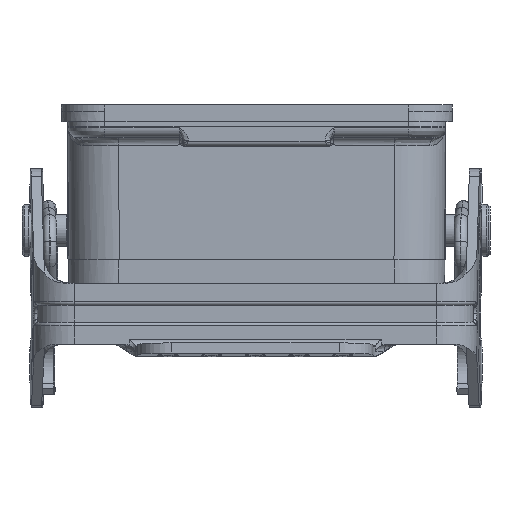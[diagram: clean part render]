
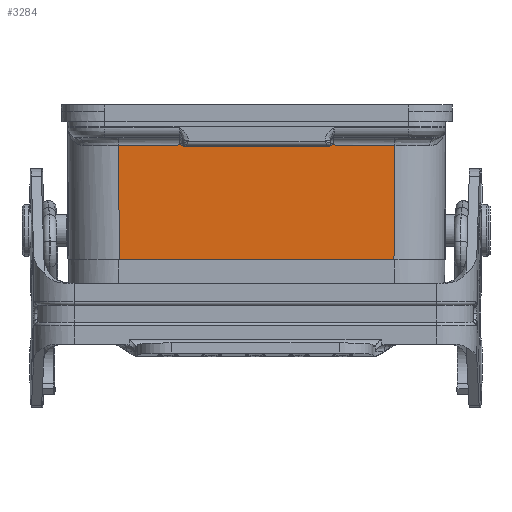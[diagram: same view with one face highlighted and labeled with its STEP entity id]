
A CAD part, left-side view. The second image highlights one B-rep face of the part: STEP entity #3284.
In plain terms, the highlighted planar face has unit normal (-1, 0, -0.018).
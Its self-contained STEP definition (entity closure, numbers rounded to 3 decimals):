
#1856=PLANE('',#26755);
#2532=B_SPLINE_CURVE_WITH_KNOTS('',3,(#37449,#37450,#37451,#37452,#37453,
#37454,#37455,#37456,#37457,#37458,#37459,#37460,#37461,#37462,#37463,#37464,
#37465,#37466,#37467),.UNSPECIFIED.,.F.,.F.,(4,3,3,3,3,3,4),(0.,0.229,
0.305,0.368,0.591,0.879,
1.),.UNSPECIFIED.);
#2533=B_SPLINE_CURVE_WITH_KNOTS('',3,(#37471,#37472,#37473,#37474,#37475,
#37476,#37477,#37478,#37479,#37480,#37481,#37482,#37483,#37484,#37485,#37486,
#37487,#37488,#37489,#37490,#37491,#37492),.UNSPECIFIED.,.F.,.F.,(4,3,3,
3,3,3,3,4),(0.,0.194,0.369,0.532,0.619,
0.682,0.746,1.),.UNSPECIFIED.);
#3284=ADVANCED_FACE('',(#5312),#1856,.T.);
#5312=FACE_OUTER_BOUND('',#6744,.T.);
#6744=EDGE_LOOP('',(#9204,#9205,#9206,#9207,#9208,#9209,#9210,#9211));
#9204=ORIENTED_EDGE('',*,*,#19128,.T.);
#9205=ORIENTED_EDGE('',*,*,#19129,.T.);
#9206=ORIENTED_EDGE('',*,*,#19130,.F.);
#9207=ORIENTED_EDGE('',*,*,#19131,.T.);
#9208=ORIENTED_EDGE('',*,*,#19132,.T.);
#9209=ORIENTED_EDGE('',*,*,#18957,.T.);
#9210=ORIENTED_EDGE('',*,*,#19133,.T.);
#9211=ORIENTED_EDGE('',*,*,#18994,.T.);
#16467=VERTEX_POINT('',#36810);
#16468=VERTEX_POINT('',#36812);
#16490=VERTEX_POINT('',#36981);
#16491=VERTEX_POINT('',#36983);
#16602=VERTEX_POINT('',#37448);
#16603=VERTEX_POINT('',#37468);
#16604=VERTEX_POINT('',#37470);
#16605=VERTEX_POINT('',#37493);
#18957=EDGE_CURVE('',#16468,#16467,#22680,.T.);
#18994=EDGE_CURVE('',#16491,#16490,#22694,.T.);
#19128=EDGE_CURVE('',#16490,#16602,#22757,.T.);
#19129=EDGE_CURVE('',#16602,#16603,#2532,.T.);
#19130=EDGE_CURVE('',#16604,#16603,#22758,.T.);
#19131=EDGE_CURVE('',#16604,#16605,#2533,.T.);
#19132=EDGE_CURVE('',#16605,#16468,#22759,.T.);
#19133=EDGE_CURVE('',#16467,#16491,#22760,.T.);
#22680=LINE('',#36811,#24668);
#22694=LINE('',#36982,#24682);
#22757=LINE('',#37447,#24745);
#22758=LINE('',#37469,#24746);
#22759=LINE('',#37494,#24747);
#22760=LINE('',#37495,#24748);
#24668=VECTOR('',#29358,1.);
#24682=VECTOR('',#29420,1.);
#24745=VECTOR('',#29639,1.);
#24746=VECTOR('',#29640,1.);
#24747=VECTOR('',#29641,1.);
#24748=VECTOR('',#29642,1.);
#26755=AXIS2_PLACEMENT_3D('',#37496,#29643,#29644);
#29358=DIRECTION('',(0.017,-0.009,-1.));
#29420=DIRECTION('',(-0.017,-0.009,1.));
#29639=DIRECTION('',(0.,1.,0.));
#29640=DIRECTION('',(0.,-1.,0.));
#29641=DIRECTION('',(0.,1.,0.));
#29642=DIRECTION('',(0.,-1.,0.));
#29643=DIRECTION('',(-1.,0.,-0.017));
#29644=DIRECTION('',(0.017,0.,-1.));
#36810=CARTESIAN_POINT('',(-40.981,20.323,-4.3));
#36811=CARTESIAN_POINT('',(-41.292,20.478,13.477));
#36812=CARTESIAN_POINT('',(-41.278,20.472,12.721));
#36981=CARTESIAN_POINT('',(-41.278,-20.681,12.721));
#36982=CARTESIAN_POINT('',(-41.3,-20.691,13.965));
#36983=CARTESIAN_POINT('',(-40.981,-20.532,-4.3));
#37447=CARTESIAN_POINT('',(-41.278,-11.104,12.721));
#37448=CARTESIAN_POINT('',(-41.278,-11.971,12.721));
#37449=CARTESIAN_POINT('',(-41.278,-11.971,12.721));
#37450=CARTESIAN_POINT('',(-41.279,-11.881,12.767));
#37451=CARTESIAN_POINT('',(-41.28,-11.797,12.825));
#37452=CARTESIAN_POINT('',(-41.281,-11.705,12.865));
#37453=CARTESIAN_POINT('',(-41.281,-11.674,12.878));
#37454=CARTESIAN_POINT('',(-41.281,-11.642,12.889));
#37455=CARTESIAN_POINT('',(-41.281,-11.609,12.892));
#37456=CARTESIAN_POINT('',(-41.281,-11.581,12.895));
#37457=CARTESIAN_POINT('',(-41.281,-11.553,12.892));
#37458=CARTESIAN_POINT('',(-41.281,-11.525,12.885));
#37459=CARTESIAN_POINT('',(-41.281,-11.432,12.861));
#37460=CARTESIAN_POINT('',(-41.28,-11.351,12.803));
#37461=CARTESIAN_POINT('',(-41.279,-11.266,12.755));
#37462=CARTESIAN_POINT('',(-41.278,-11.158,12.695));
#37463=CARTESIAN_POINT('',(-41.277,-11.042,12.641));
#37464=CARTESIAN_POINT('',(-41.277,-10.92,12.616));
#37465=CARTESIAN_POINT('',(-41.276,-10.869,12.606));
#37466=CARTESIAN_POINT('',(-41.276,-10.816,12.6));
#37467=CARTESIAN_POINT('',(-41.276,-10.763,12.6));
#37468=CARTESIAN_POINT('',(-41.276,-10.763,12.6));
#37469=CARTESIAN_POINT('',(-41.276,-28.204,12.6));
#37470=CARTESIAN_POINT('',(-41.276,10.554,12.6));
#37471=CARTESIAN_POINT('',(-41.276,10.554,12.6));
#37472=CARTESIAN_POINT('',(-41.276,10.639,12.6));
#37473=CARTESIAN_POINT('',(-41.277,10.724,12.615));
#37474=CARTESIAN_POINT('',(-41.277,10.804,12.641));
#37475=CARTESIAN_POINT('',(-41.277,10.877,12.664));
#37476=CARTESIAN_POINT('',(-41.278,10.947,12.696));
#37477=CARTESIAN_POINT('',(-41.279,11.014,12.732));
#37478=CARTESIAN_POINT('',(-41.279,11.077,12.765));
#37479=CARTESIAN_POINT('',(-41.28,11.138,12.803));
#37480=CARTESIAN_POINT('',(-41.28,11.201,12.837));
#37481=CARTESIAN_POINT('',(-41.281,11.235,12.855));
#37482=CARTESIAN_POINT('',(-41.281,11.269,12.872));
#37483=CARTESIAN_POINT('',(-41.281,11.305,12.882));
#37484=CARTESIAN_POINT('',(-41.281,11.332,12.89));
#37485=CARTESIAN_POINT('',(-41.281,11.36,12.894));
#37486=CARTESIAN_POINT('',(-41.281,11.387,12.893));
#37487=CARTESIAN_POINT('',(-41.281,11.415,12.892));
#37488=CARTESIAN_POINT('',(-41.281,11.442,12.885));
#37489=CARTESIAN_POINT('',(-41.281,11.468,12.876));
#37490=CARTESIAN_POINT('',(-41.28,11.573,12.839));
#37491=CARTESIAN_POINT('',(-41.279,11.664,12.771));
#37492=CARTESIAN_POINT('',(-41.278,11.762,12.721));
#37493=CARTESIAN_POINT('',(-41.278,11.762,12.721));
#37494=CARTESIAN_POINT('',(-41.278,20.482,12.721));
#37495=CARTESIAN_POINT('',(-40.981,-28.204,-4.3));
#37496=CARTESIAN_POINT('',(-41.299,-28.204,13.901));
